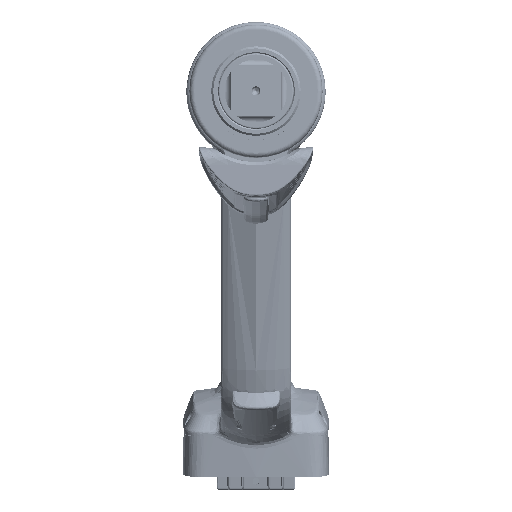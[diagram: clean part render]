
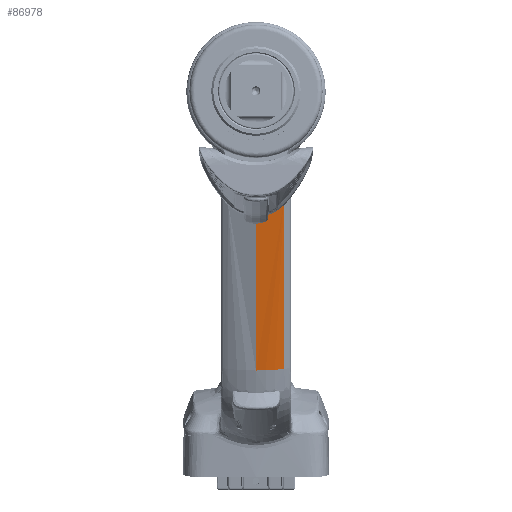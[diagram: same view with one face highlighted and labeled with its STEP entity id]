
A CAD part, top view. The second image highlights one B-rep face of the part: STEP entity #86978.
In plain terms, the highlighted face is a extrusion surface.
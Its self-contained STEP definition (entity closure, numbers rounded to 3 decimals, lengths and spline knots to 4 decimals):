
#1142=CARTESIAN_POINT('',(0.,-5.4,0.497));
#1143=CARTESIAN_POINT('',(0.1897,-5.4,
0.497));
#1144=CARTESIAN_POINT('',(0.3792,-5.389,
0.456));
#1145=CARTESIAN_POINT('',(0.5512,-5.3683,
0.3788));
#1589=CARTESIAN_POINT('',(-0.0001,-1.6913,
0.141));
#1590=DIRECTION('',(0.,0.966,0.259));
#1591=DIRECTION('',(0.,-0.259,0.966));
#1592=AXIS2_PLACEMENT_3D('',#1589,#1590,#1591);
#1594=CARTESIAN_POINT('',(0.4724,-2.0058,
1.3146));
#1595=CARTESIAN_POINT('',(0.4814,-2.005,
1.3112));
#1596=CARTESIAN_POINT('',(0.4981,-2.0059,
1.3041));
#1597=CARTESIAN_POINT('',(0.5215,-2.0155,
1.2912));
#1598=CARTESIAN_POINT('',(0.5385,-2.0312,
1.2791));
#1599=CARTESIAN_POINT('',(0.549,-2.0517,
1.2686));
#1600=CARTESIAN_POINT('',(0.5512,-2.0657,
1.2637));
#1601=CARTESIAN_POINT('',(0.5511,-2.0731,
1.2618));
#1603=DIRECTION('',(0.,-0.966,-0.259));
#1604=VECTOR('',#1603,3.4114);
#1605=CARTESIAN_POINT('',(0.5511,-2.0731,
1.2618));
#1606=LINE('',#1605,#1604);
#1607=DIRECTION('',(0.,0.966,0.259));
#1608=VECTOR('',#1607,3.4901);
#1609=CARTESIAN_POINT('',(0.,-5.4,0.497));
#1610=LINE('',#1609,#1608);
#72307=CARTESIAN_POINT('',(0.,-5.4,0.497));
#80470=VERTEX_POINT('',#72307);
#80479=CARTESIAN_POINT('',(-0.0001,-2.0287,
1.4003));
#80481=VERTEX_POINT('',#80479);
#80482=CARTESIAN_POINT('',(0.4724,-2.0058,
1.3147));
#80483=VERTEX_POINT('',#80482);
#80484=VERTEX_POINT('',#1601);
#80485=CARTESIAN_POINT('',(0.5512,-5.3683,
0.3788));
#80486=VERTEX_POINT('',#80485);
#86957=CARTESIAN_POINT('',(0.5659,-1.9616,
1.2844));
#86958=CARTESIAN_POINT('',(0.561,-1.9622,
1.2867));
#86959=CARTESIAN_POINT('',(0.3846,-1.9837,
1.3671));
#86960=CARTESIAN_POINT('',(0.187,-1.9952,
1.4099));
#86961=CARTESIAN_POINT('',(-0.0054,-1.995,
1.4093));
#86962=CARTESIAN_POINT('',(-0.0082,-1.995,
1.4093));
#86964=DIRECTION('',(0.,-0.966,-0.259));
#86965=VECTOR('',#86964,1.);
#86966=SURFACE_OF_LINEAR_EXTRUSION('',#86963,#86965);
#86968=ORIENTED_EDGE('',*,*,#86967,.T.);
#86970=ORIENTED_EDGE('',*,*,#86969,.T.);
#86972=ORIENTED_EDGE('',*,*,#86971,.T.);
#86973=ORIENTED_EDGE('',*,*,#86572,.F.);
#86975=ORIENTED_EDGE('',*,*,#86974,.T.);
#86976=EDGE_LOOP('',(#86968,#86970,#86972,#86973,#86975));
#86977=FACE_OUTER_BOUND('',#86976,.F.);
#86978=ADVANCED_FACE('',(#86977),#86966,.T.);
#1146=B_SPLINE_CURVE_WITH_KNOTS('',3,(#1142,#1143,#1144,#1145),.UNSPECIFIED.,
.F.,.F.,(4,4),(0.,1.),.UNSPECIFIED.);
#1593=CIRCLE('',#1592,1.3037);
#1602=B_SPLINE_CURVE_WITH_KNOTS('',3,(#1594,#1595,#1596,#1597,#1598,#1599,#1600,
#1601),.UNSPECIFIED.,.F.,.F.,(4,1,1,1,1,4),(0.,0.2,0.4,0.6,0.8,1.),
.UNSPECIFIED.);
#86572=EDGE_CURVE('',#80470,#80486,#1146,.T.);
#86963=B_SPLINE_CURVE_WITH_KNOTS('',3,(#86957,#86958,#86959,#86960,#86961,
#86962),.UNSPECIFIED.,.F.,.F.,(4,1,1,4),(0.,0.0275,
0.9863,1.),.UNSPECIFIED.);
#86967=EDGE_CURVE('',#80481,#80483,#1593,.T.);
#86969=EDGE_CURVE('',#80483,#80484,#1602,.T.);
#86971=EDGE_CURVE('',#80484,#80486,#1606,.T.);
#86974=EDGE_CURVE('',#80470,#80481,#1610,.T.);
